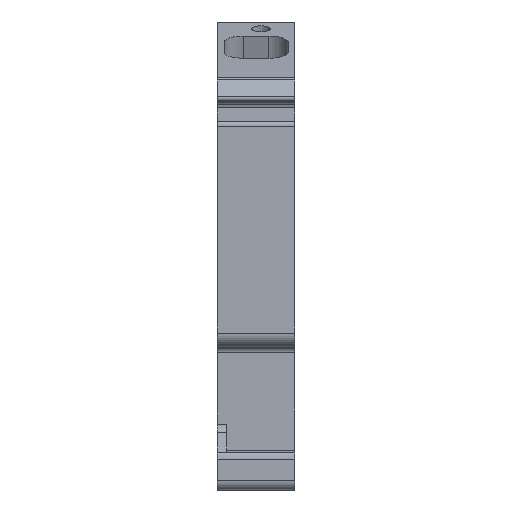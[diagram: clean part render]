
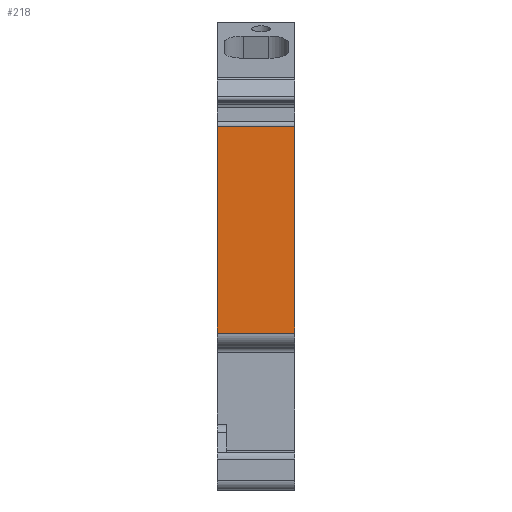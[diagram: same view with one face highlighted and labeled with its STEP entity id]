
A CAD part, left-side view. The second image highlights one B-rep face of the part: STEP entity #218.
In plain terms, the highlighted planar face has unit normal (-1, 0, 0).
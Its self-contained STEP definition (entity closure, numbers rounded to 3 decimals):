
#218 = ADVANCED_FACE( '', ( #554 ), #555, .T. );
#554 = FACE_OUTER_BOUND( '', #1014, .T. );
#555 = PLANE( '', #1015 );
#1014 = EDGE_LOOP( '', ( #1594, #1595, #1596, #1597 ) );
#1015 = AXIS2_PLACEMENT_3D( '', #1598, #1599, #1600 );
#1594 = ORIENTED_EDGE( '', *, *, #2949, .F. );
#1595 = ORIENTED_EDGE( '', *, *, #2950, .F. );
#1596 = ORIENTED_EDGE( '', *, *, #2951, .T. );
#1597 = ORIENTED_EDGE( '', *, *, #2952, .T. );
#1598 = CARTESIAN_POINT( '', ( -35.893, 8., 12.147 ) );
#1599 = DIRECTION( '', ( -1., 0., 0. ) );
#1600 = DIRECTION( '', ( 0., 0., 1. ) );
#2949 = EDGE_CURVE( '', #3637, #3638, #3639, .T. );
#2950 = EDGE_CURVE( '', #3640, #3637, #3641, .T. );
#2951 = EDGE_CURVE( '', #3640, #3642, #3643, .T. );
#2952 = EDGE_CURVE( '', #3642, #3638, #3644, .T. );
#3637 = VERTEX_POINT( '', #4557 );
#3638 = VERTEX_POINT( '', #4558 );
#3639 = LINE( '', #4559, #4560 );
#3640 = VERTEX_POINT( '', #4561 );
#3641 = LINE( '', #4562, #4563 );
#3642 = VERTEX_POINT( '', #4564 );
#3643 = LINE( '', #4565, #4566 );
#3644 = LINE( '', #4567, #4568 );
#4557 = CARTESIAN_POINT( '', ( -35.893, 0., 12.147 ) );
#4558 = CARTESIAN_POINT( '', ( -35.893, 0., -9.075 ) );
#4559 = CARTESIAN_POINT( '', ( -35.893, 0., 12.147 ) );
#4560 = VECTOR( '', #5555, 1000. );
#4561 = CARTESIAN_POINT( '', ( -35.893, 8., 12.147 ) );
#4562 = CARTESIAN_POINT( '', ( -35.893, 8., 12.147 ) );
#4563 = VECTOR( '', #5556, 1000. );
#4564 = CARTESIAN_POINT( '', ( -35.893, 8., -9.075 ) );
#4565 = CARTESIAN_POINT( '', ( -35.893, 8., 12.147 ) );
#4566 = VECTOR( '', #5557, 1000. );
#4567 = CARTESIAN_POINT( '', ( -35.893, 8., -9.075 ) );
#4568 = VECTOR( '', #5558, 1000. );
#5555 = DIRECTION( '', ( 0., 0., -1. ) );
#5556 = DIRECTION( '', ( 0., -1., 0. ) );
#5557 = DIRECTION( '', ( 0., 0., -1. ) );
#5558 = DIRECTION( '', ( 0., -1., 0. ) );
